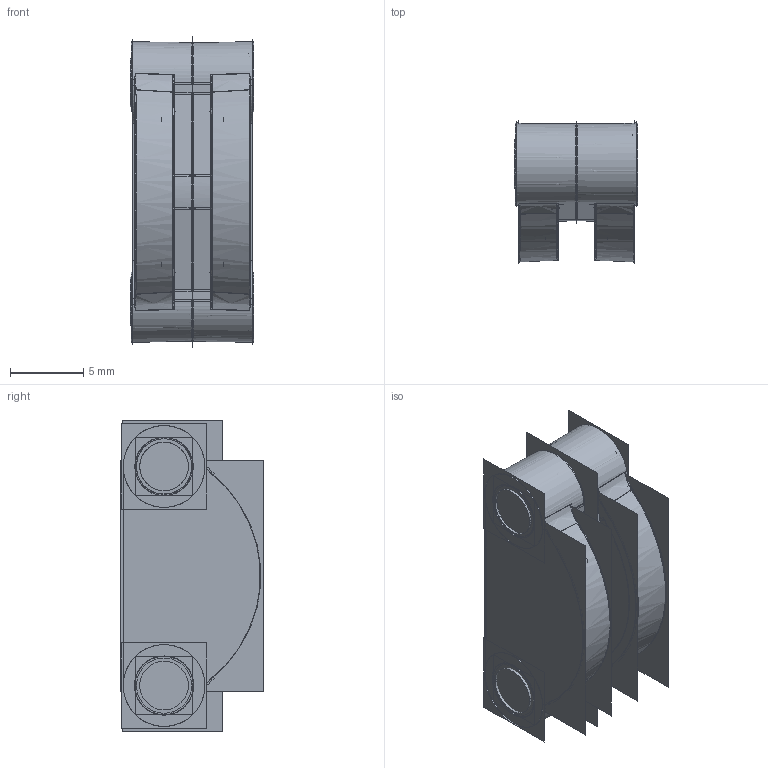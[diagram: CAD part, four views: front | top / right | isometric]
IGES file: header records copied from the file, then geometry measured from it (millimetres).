
Start section:  PTC IGES file: 204136.igs
Global section: file name: 204136.igs; native system: Creo Parametric by PTC Inc.; preprocessor: 2016260; author: pdmadmin; organization: Unknown; date: 20180103.075222; units: millimetre
Bounding box: 8.44 x 9.8 x 21.28 mm (x, y, z)
Volume: 892.7 mm3; surface area: 9042 mm2
Topology: 4 solids, 4 shells, 1088 faces, 5828 edges, 7786 vertices
Faces by surface type: bspline 920, revolution 168
